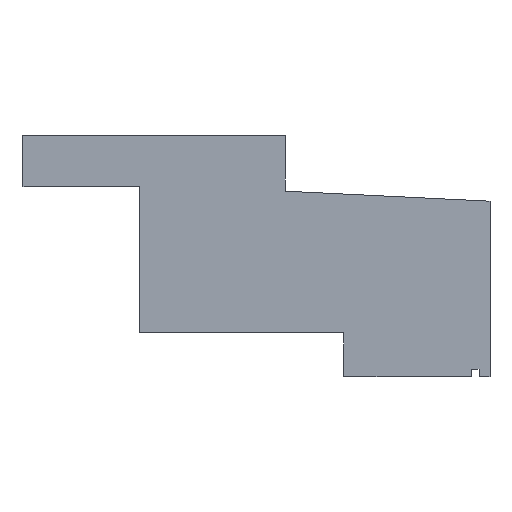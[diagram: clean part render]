
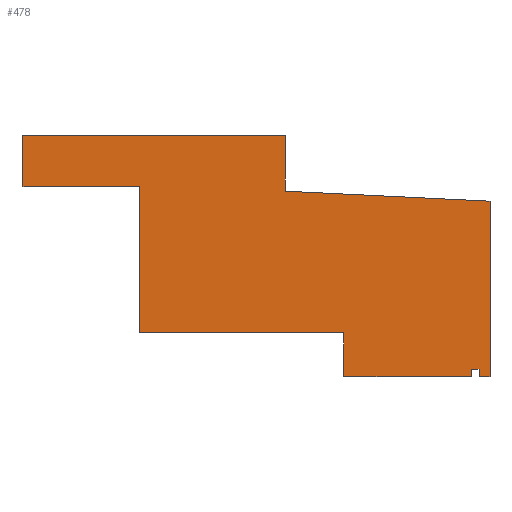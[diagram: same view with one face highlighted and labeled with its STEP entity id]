
A CAD part, front view. The second image highlights one B-rep face of the part: STEP entity #478.
In plain terms, the highlighted planar face has unit normal (0, -1, 0).
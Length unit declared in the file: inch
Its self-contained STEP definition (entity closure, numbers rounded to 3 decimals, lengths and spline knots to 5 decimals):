
#22=FACE_OUTER_BOUND('',#47,.T.);
#47=EDGE_LOOP('',(#320,#321,#322,#323,#324,#325,#326,#327,#328,#329,#330,
#331,#332,#333));
#73=LINE('',#678,#138);
#75=LINE('',#682,#140);
#76=LINE('',#684,#141);
#77=LINE('',#686,#142);
#78=LINE('',#688,#143);
#79=LINE('',#690,#144);
#80=LINE('',#692,#145);
#81=LINE('',#694,#146);
#82=LINE('',#696,#147);
#83=LINE('',#698,#148);
#84=LINE('',#700,#149);
#85=LINE('',#702,#150);
#86=LINE('',#704,#151);
#87=LINE('',#705,#152);
#138=VECTOR('',#551,0.3937);
#140=VECTOR('',#555,0.3937);
#141=VECTOR('',#556,0.3937);
#142=VECTOR('',#557,0.3937);
#143=VECTOR('',#558,0.3937);
#144=VECTOR('',#559,0.3937);
#145=VECTOR('',#560,0.3937);
#146=VECTOR('',#561,0.3937);
#147=VECTOR('',#562,0.3937);
#148=VECTOR('',#563,0.3937);
#149=VECTOR('',#564,0.3937);
#150=VECTOR('',#565,0.3937);
#151=VECTOR('',#566,0.3937);
#152=VECTOR('',#567,0.3937);
#203=VERTEX_POINT('',#675);
#204=VERTEX_POINT('',#677);
#205=VERTEX_POINT('',#681);
#206=VERTEX_POINT('',#683);
#207=VERTEX_POINT('',#685);
#208=VERTEX_POINT('',#687);
#209=VERTEX_POINT('',#689);
#210=VERTEX_POINT('',#691);
#211=VERTEX_POINT('',#693);
#212=VERTEX_POINT('',#695);
#213=VERTEX_POINT('',#697);
#214=VERTEX_POINT('',#699);
#215=VERTEX_POINT('',#701);
#216=VERTEX_POINT('',#703);
#249=EDGE_CURVE('',#203,#204,#73,.T.);
#251=EDGE_CURVE('',#204,#205,#75,.T.);
#252=EDGE_CURVE('',#206,#203,#76,.T.);
#253=EDGE_CURVE('',#207,#206,#77,.T.);
#254=EDGE_CURVE('',#208,#207,#78,.T.);
#255=EDGE_CURVE('',#209,#208,#79,.T.);
#256=EDGE_CURVE('',#210,#209,#80,.T.);
#257=EDGE_CURVE('',#211,#210,#81,.T.);
#258=EDGE_CURVE('',#212,#211,#82,.T.);
#259=EDGE_CURVE('',#213,#212,#83,.T.);
#260=EDGE_CURVE('',#214,#213,#84,.T.);
#261=EDGE_CURVE('',#215,#214,#85,.T.);
#262=EDGE_CURVE('',#216,#215,#86,.T.);
#263=EDGE_CURVE('',#205,#216,#87,.T.);
#320=ORIENTED_EDGE('',*,*,#251,.F.);
#321=ORIENTED_EDGE('',*,*,#249,.F.);
#322=ORIENTED_EDGE('',*,*,#252,.F.);
#323=ORIENTED_EDGE('',*,*,#253,.F.);
#324=ORIENTED_EDGE('',*,*,#254,.F.);
#325=ORIENTED_EDGE('',*,*,#255,.F.);
#326=ORIENTED_EDGE('',*,*,#256,.F.);
#327=ORIENTED_EDGE('',*,*,#257,.F.);
#328=ORIENTED_EDGE('',*,*,#258,.F.);
#329=ORIENTED_EDGE('',*,*,#259,.F.);
#330=ORIENTED_EDGE('',*,*,#260,.F.);
#331=ORIENTED_EDGE('',*,*,#261,.F.);
#332=ORIENTED_EDGE('',*,*,#262,.F.);
#333=ORIENTED_EDGE('',*,*,#263,.F.);
#455=PLANE('',#517);
#478=ADVANCED_FACE('',(#22),#455,.F.);
#517=AXIS2_PLACEMENT_3D('',#680,#553,#554);
#551=DIRECTION('',(-1.,0.,0.));
#553=DIRECTION('center_axis',(0.,1.,0.));
#554=DIRECTION('ref_axis',(0.,0.,1.));
#555=DIRECTION('',(0.,0.,1.));
#556=DIRECTION('',(0.,0.,1.));
#557=DIRECTION('',(-1.,0.,0.));
#558=DIRECTION('',(0.,0.,1.));
#559=DIRECTION('',(-1.,0.,0.));
#560=DIRECTION('',(0.,0.,-1.));
#561=DIRECTION('',(-1.,0.,0.));
#562=DIRECTION('',(0.,0.,1.));
#563=DIRECTION('',(-1.,0.,0.));
#564=DIRECTION('',(0.,0.,-1.));
#565=DIRECTION('',(0.999,0.,-0.049));
#566=DIRECTION('',(0.,0.,-1.));
#567=DIRECTION('',(1.,0.,0.));
#675=CARTESIAN_POINT('',(-551.375,-108.00505,-97.));
#677=CARTESIAN_POINT('',(-555.375,-108.00505,-97.));
#678=CARTESIAN_POINT('',(-466.53125,-108.00505,-97.));
#680=CARTESIAN_POINT('Origin',(-550.6875,-108.00505,-99.5));
#681=CARTESIAN_POINT('',(-555.375,-108.00505,-95.25));
#682=CARTESIAN_POINT('',(-555.375,-108.00505,-97.375));
#683=CARTESIAN_POINT('',(-551.375,-108.00505,-102.));
#684=CARTESIAN_POINT('',(-551.375,-108.00505,-98.25));
#685=CARTESIAN_POINT('',(-544.375,-108.00505,-102.));
#686=CARTESIAN_POINT('',(-466.53125,-108.00505,-102.));
#687=CARTESIAN_POINT('',(-544.375,-108.00505,-103.5));
#688=CARTESIAN_POINT('',(-544.375,-108.00505,-100.75));
#689=CARTESIAN_POINT('',(-540.,-108.00505,-103.5));
#690=CARTESIAN_POINT('',(-466.53125,-108.00505,-103.5));
#691=CARTESIAN_POINT('',(-540.,-108.00505,-103.25));
#692=CARTESIAN_POINT('',(-540.,-108.00505,-101.5));
#693=CARTESIAN_POINT('',(-539.75,-108.00505,-103.25));
#694=CARTESIAN_POINT('',(-466.53125,-108.00505,-103.25));
#695=CARTESIAN_POINT('',(-539.75,-108.00505,-103.5));
#696=CARTESIAN_POINT('',(-539.75,-108.00505,-101.375));
#697=CARTESIAN_POINT('',(-539.375,-108.00505,-103.5));
#698=CARTESIAN_POINT('',(-466.53125,-108.00505,-103.5));
#699=CARTESIAN_POINT('',(-539.375,-108.00505,-97.5));
#700=CARTESIAN_POINT('',(-539.375,-108.00505,-101.5));
#701=CARTESIAN_POINT('',(-546.37497,-108.00505,-97.15854));
#702=CARTESIAN_POINT('',(-544.96916,-108.00505,-97.22711));
#703=CARTESIAN_POINT('',(-546.37497,-108.00505,-95.25));
#704=CARTESIAN_POINT('',(-546.37497,-108.00505,-95.25));
#705=CARTESIAN_POINT('',(-466.53125,-108.00505,-95.25));
